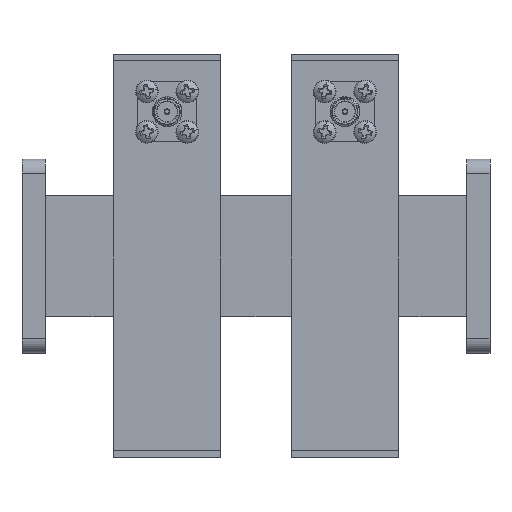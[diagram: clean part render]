
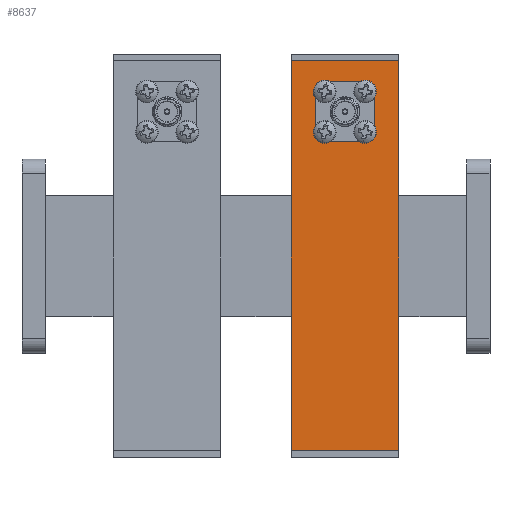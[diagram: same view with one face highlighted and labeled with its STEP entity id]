
A CAD part, top view. The second image highlights one B-rep face of the part: STEP entity #8637.
In plain terms, the highlighted planar face has unit normal (0, 0, 1).
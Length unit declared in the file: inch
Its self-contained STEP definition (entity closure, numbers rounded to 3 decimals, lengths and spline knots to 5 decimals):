
#309 = EDGE_CURVE ( 'NONE', #1186, #10894, #7299, .T. ) ;
#351 = CARTESIAN_POINT ( 'NONE',  ( 0.29528, -1.63296, 0.70866 ) ) ;
#559 = CARTESIAN_POINT ( 'NONE',  ( 0.58903, 1.05391, 0.70866 ) ) ;
#577 = DIRECTION ( 'NONE',  ( 0., 1., 0. ) ) ;
#605 = DIRECTION ( 'NONE',  ( 0., 0., 1. ) ) ;
#631 = CARTESIAN_POINT ( 'NONE',  ( 0.49803, 1.37191, 0.70866 ) ) ;
#641 = ORIENTED_EDGE ( 'NONE', *, *, #2485, .F. ) ;
#663 = CARTESIAN_POINT ( 'NONE',  ( 0.58903, 0.96291, 0.70866 ) ) ;
#810 = VERTEX_POINT ( 'NONE', #5772 ) ;
#820 = VECTOR ( 'NONE', #7131, 39.37008 ) ;
#879 = DIRECTION ( 'NONE',  ( 0., 0., 1. ) ) ;
#889 = DIRECTION ( 'NONE',  ( 1., 0., 0. ) ) ;
#1186 = VERTEX_POINT ( 'NONE', #8456 ) ;
#1400 = VECTOR ( 'NONE', #5408, 39.37008 ) ;
#1403 = EDGE_CURVE ( 'NONE', #1186, #6168, #2202, .T. ) ;
#1484 = VERTEX_POINT ( 'NONE', #10127 ) ;
#1594 = CARTESIAN_POINT ( 'NONE',  ( 0.29528, -1.63296, 0.70866 ) ) ;
#1752 = EDGE_CURVE ( 'NONE', #3909, #9152, #2786, .T. ) ;
#1835 = CARTESIAN_POINT ( 'NONE',  ( 0.58903, 1.46291, 0.70866 ) ) ;
#1887 = FACE_BOUND ( 'NONE', #9577, .T. ) ;
#1947 = CIRCLE ( 'NONE', #3218, 0.091 ) ;
#2148 = ORIENTED_EDGE ( 'NONE', *, *, #1403, .T. ) ;
#2202 = LINE ( 'NONE', #10485, #3326 ) ;
#2275 = ORIENTED_EDGE ( 'NONE', *, *, #3615, .T. ) ;
#2426 = VERTEX_POINT ( 'NONE', #8248 ) ;
#2430 = EDGE_CURVE ( 'NONE', #2426, #5655, #3042, .T. ) ;
#2485 = EDGE_CURVE ( 'NONE', #810, #3579, #1947, .T. ) ;
#2504 = CIRCLE ( 'NONE', #3937, 0.091 ) ;
#2599 = CARTESIAN_POINT ( 'NONE',  ( 0.90703, 1.46291, 0.70866 ) ) ;
#2674 = DIRECTION ( 'NONE',  ( -1., 0., 0. ) ) ;
#2786 = CIRCLE ( 'NONE', #8572, 0.091 ) ;
#3042 = CIRCLE ( 'NONE', #3939, 0.091 ) ;
#3060 = DIRECTION ( 'NONE',  ( 0., 0., 1. ) ) ;
#3218 = AXIS2_PLACEMENT_3D ( 'NONE', #559, #879, #8357 ) ;
#3299 = CARTESIAN_POINT ( 'NONE',  ( 0.90703, 0.96291, 0.70866 ) ) ;
#3326 = VECTOR ( 'NONE', #10533, 39.37008 ) ;
#3382 = VECTOR ( 'NONE', #9354, 39.37008 ) ;
#3579 = VERTEX_POINT ( 'NONE', #10314 ) ;
#3615 = EDGE_CURVE ( 'NONE', #6168, #7132, #4415, .T. ) ;
#3651 = DIRECTION ( 'NONE',  ( 1., 0., 0. ) ) ;
#3909 = VERTEX_POINT ( 'NONE', #1835 ) ;
#3937 = AXIS2_PLACEMENT_3D ( 'NONE', #4809, #3060, #10964 ) ;
#3939 = AXIS2_PLACEMENT_3D ( 'NONE', #5964, #605, #8627 ) ;
#4007 = EDGE_CURVE ( 'NONE', #3579, #10787, #10778, .T. ) ;
#4116 = ORIENTED_EDGE ( 'NONE', *, *, #10880, .F. ) ;
#4146 = LINE ( 'NONE', #10985, #3382 ) ;
#4415 = LINE ( 'NONE', #6174, #7572 ) ;
#4510 = CARTESIAN_POINT ( 'NONE',  ( 0.58903, 1.37191, 0.70866 ) ) ;
#4809 = CARTESIAN_POINT ( 'NONE',  ( 0.90703, 1.05391, 0.70866 ) ) ;
#4937 = LINE ( 'NONE', #8330, #9663 ) ;
#5178 = DIRECTION ( 'NONE',  ( 0., 0., 1. ) ) ;
#5327 = CARTESIAN_POINT ( 'NONE',  ( 0.99803, 1.05391, 0.70866 ) ) ;
#5408 = DIRECTION ( 'NONE',  ( 0., -1., 0. ) ) ;
#5655 = VERTEX_POINT ( 'NONE', #2599 ) ;
#5772 = CARTESIAN_POINT ( 'NONE',  ( 0.49803, 1.05391, 0.70866 ) ) ;
#5964 = CARTESIAN_POINT ( 'NONE',  ( 0.90703, 1.37191, 0.70866 ) ) ;
#6024 = FACE_OUTER_BOUND ( 'NONE', #9209, .T. ) ;
#6071 = LINE ( 'NONE', #5327, #6627 ) ;
#6089 = EDGE_CURVE ( 'NONE', #9152, #810, #10674, .T. ) ;
#6140 = PLANE ( 'NONE',  #10290 ) ;
#6168 = VERTEX_POINT ( 'NONE', #7227 ) ;
#6174 = CARTESIAN_POINT ( 'NONE',  ( 0.29528, 1.64056, 0.70866 ) ) ;
#6425 = DIRECTION ( 'NONE',  ( 1., 0., 0. ) ) ;
#6627 = VECTOR ( 'NONE', #8780, 39.37008 ) ;
#7004 = DIRECTION ( 'NONE',  ( 0., 0., 1. ) ) ;
#7131 = DIRECTION ( 'NONE',  ( -1., 0., 0. ) ) ;
#7132 = VERTEX_POINT ( 'NONE', #8313 ) ;
#7151 = EDGE_CURVE ( 'NONE', #10787, #1484, #2504, .T. ) ;
#7227 = CARTESIAN_POINT ( 'NONE',  ( 1.20079, 1.64056, 0.70866 ) ) ;
#7299 = LINE ( 'NONE', #351, #820 ) ;
#7572 = VECTOR ( 'NONE', #2674, 39.37008 ) ;
#8248 = CARTESIAN_POINT ( 'NONE',  ( 0.99803, 1.37191, 0.70866 ) ) ;
#8296 = ORIENTED_EDGE ( 'NONE', *, *, #6089, .F. ) ;
#8313 = CARTESIAN_POINT ( 'NONE',  ( 0.29528, 1.64056, 0.70866 ) ) ;
#8330 = CARTESIAN_POINT ( 'NONE',  ( 0.29528, -1.69291, 0.70866 ) ) ;
#8357 = DIRECTION ( 'NONE',  ( 1., 0., 0. ) ) ;
#8440 = ORIENTED_EDGE ( 'NONE', *, *, #10185, .F. ) ;
#8456 = CARTESIAN_POINT ( 'NONE',  ( 1.20079, -1.63296, 0.70866 ) ) ;
#8572 = AXIS2_PLACEMENT_3D ( 'NONE', #4510, #7004, #3651 ) ;
#8627 = DIRECTION ( 'NONE',  ( -1., 0., 0. ) ) ;
#8637 = ADVANCED_FACE ( 'NONE', ( #6024, #1887 ), #6140, .T. ) ;
#8780 = DIRECTION ( 'NONE',  ( 0., 1., 0. ) ) ;
#8862 = CARTESIAN_POINT ( 'NONE',  ( 0.49803, 1.05391, 0.70866 ) ) ;
#9152 = VERTEX_POINT ( 'NONE', #631 ) ;
#9209 = EDGE_LOOP ( 'NONE', ( #11028, #2148, #2275, #10599 ) ) ;
#9222 = EDGE_CURVE ( 'NONE', #10894, #7132, #4937, .T. ) ;
#9241 = ORIENTED_EDGE ( 'NONE', *, *, #1752, .F. ) ;
#9354 = DIRECTION ( 'NONE',  ( -1., 0., 0. ) ) ;
#9577 = EDGE_LOOP ( 'NONE', ( #8296, #9241, #4116, #10804, #8440, #9672, #11005, #641 ) ) ;
#9597 = CARTESIAN_POINT ( 'NONE',  ( 0.29528, -1.69291, 0.70866 ) ) ;
#9663 = VECTOR ( 'NONE', #577, 39.37008 ) ;
#9672 = ORIENTED_EDGE ( 'NONE', *, *, #7151, .F. ) ;
#10020 = VECTOR ( 'NONE', #6425, 39.37008 ) ;
#10127 = CARTESIAN_POINT ( 'NONE',  ( 0.99803, 1.05391, 0.70866 ) ) ;
#10185 = EDGE_CURVE ( 'NONE', #1484, #2426, #6071, .T. ) ;
#10290 = AXIS2_PLACEMENT_3D ( 'NONE', #9597, #5178, #889 ) ;
#10314 = CARTESIAN_POINT ( 'NONE',  ( 0.58903, 0.96291, 0.70866 ) ) ;
#10485 = CARTESIAN_POINT ( 'NONE',  ( 1.20079, -1.69291, 0.70866 ) ) ;
#10533 = DIRECTION ( 'NONE',  ( 0., 1., 0. ) ) ;
#10599 = ORIENTED_EDGE ( 'NONE', *, *, #9222, .F. ) ;
#10674 = LINE ( 'NONE', #8862, #1400 ) ;
#10778 = LINE ( 'NONE', #663, #10020 ) ;
#10787 = VERTEX_POINT ( 'NONE', #3299 ) ;
#10804 = ORIENTED_EDGE ( 'NONE', *, *, #2430, .F. ) ;
#10880 = EDGE_CURVE ( 'NONE', #5655, #3909, #4146, .T. ) ;
#10894 = VERTEX_POINT ( 'NONE', #1594 ) ;
#10964 = DIRECTION ( 'NONE',  ( -1., 0., 0. ) ) ;
#10985 = CARTESIAN_POINT ( 'NONE',  ( 0.58903, 1.46291, 0.70866 ) ) ;
#11005 = ORIENTED_EDGE ( 'NONE', *, *, #4007, .F. ) ;
#11028 = ORIENTED_EDGE ( 'NONE', *, *, #309, .F. ) ;
